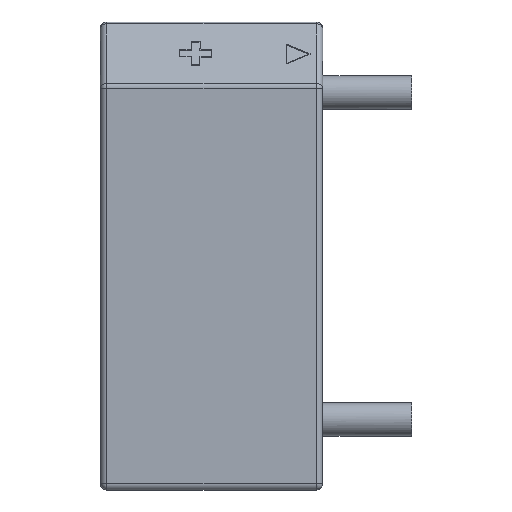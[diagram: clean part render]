
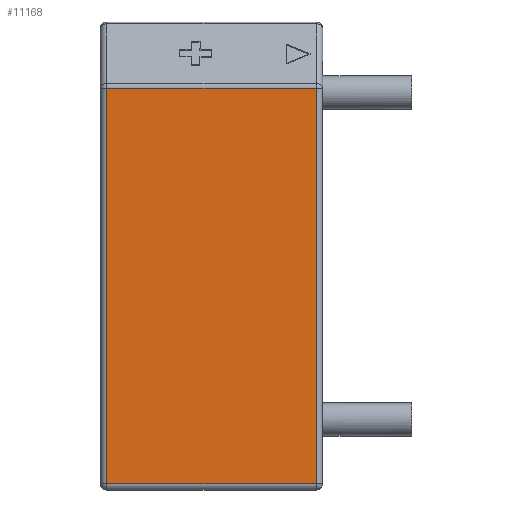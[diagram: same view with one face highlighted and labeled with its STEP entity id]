
A CAD part, left-side view. The second image highlights one B-rep face of the part: STEP entity #11168.
In plain terms, the highlighted planar face has unit normal (-1, 0, 0).
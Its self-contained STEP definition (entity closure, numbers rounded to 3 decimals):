
#525 = VERTEX_POINT ( 'NONE', #3378 ) ;
#1592 = DIRECTION ( 'NONE',  ( 1., 0., 0. ) ) ;
#1673 = FACE_OUTER_BOUND ( 'NONE', #3035, .T. ) ;
#2937 = EDGE_CURVE ( 'NONE', #4714, #16567, #11641, .T. ) ;
#3035 = EDGE_LOOP ( 'NONE', ( #3818, #15401, #11293, #4883 ) ) ;
#3378 = CARTESIAN_POINT ( 'NONE',  ( -2.223, 6.9, -12.309 ) ) ;
#3818 = ORIENTED_EDGE ( 'NONE', *, *, #6056, .T. ) ;
#4229 = CARTESIAN_POINT ( 'NONE',  ( -2.223, 0.3, -12.509 ) ) ;
#4714 = VERTEX_POINT ( 'NONE', #16539 ) ;
#4805 = EDGE_CURVE ( 'NONE', #525, #16722, #7725, .T. ) ;
#4883 = ORIENTED_EDGE ( 'NONE', *, *, #4805, .T. ) ;
#5626 = LINE ( 'NONE', #9363, #10304 ) ;
#6056 = EDGE_CURVE ( 'NONE', #16722, #4714, #15249, .T. ) ;
#6651 = AXIS2_PLACEMENT_3D ( 'NONE', #15006, #1592, #16404 ) ;
#7339 = PLANE ( 'NONE',  #6651 ) ;
#7725 = LINE ( 'NONE', #9213, #8494 ) ;
#8494 = VECTOR ( 'NONE', #10442, 1000. ) ;
#8661 = CARTESIAN_POINT ( 'NONE',  ( -2.223, 7.1, 0.14 ) ) ;
#9213 = CARTESIAN_POINT ( 'NONE',  ( -2.223, 7.1, -12.309 ) ) ;
#9363 = CARTESIAN_POINT ( 'NONE',  ( -2.223, 6.9, -12.509 ) ) ;
#10304 = VECTOR ( 'NONE', #13251, 1000. ) ;
#10442 = DIRECTION ( 'NONE',  ( 0., -1., 0. ) ) ;
#11168 = ADVANCED_FACE ( 'NONE', ( #1673 ), #7339, .F. ) ;
#11293 = ORIENTED_EDGE ( 'NONE', *, *, #16620, .T. ) ;
#11489 = VECTOR ( 'NONE', #15436, 1000. ) ;
#11641 = LINE ( 'NONE', #8661, #13993 ) ;
#12632 = DIRECTION ( 'NONE',  ( 0., 1., 0. ) ) ;
#12820 = CARTESIAN_POINT ( 'NONE',  ( -2.223, 6.9, 0.14 ) ) ;
#13251 = DIRECTION ( 'NONE',  ( 0., 0., -1. ) ) ;
#13993 = VECTOR ( 'NONE', #12632, 1000. ) ;
#15006 = CARTESIAN_POINT ( 'NONE',  ( -2.223, 7.1, -12.509 ) ) ;
#15249 = LINE ( 'NONE', #4229, #11489 ) ;
#15401 = ORIENTED_EDGE ( 'NONE', *, *, #2937, .T. ) ;
#15436 = DIRECTION ( 'NONE',  ( 0., 0., 1. ) ) ;
#16404 = DIRECTION ( 'NONE',  ( 0., 0., -1. ) ) ;
#16539 = CARTESIAN_POINT ( 'NONE',  ( -2.223, 0.3, 0.14 ) ) ;
#16567 = VERTEX_POINT ( 'NONE', #12820 ) ;
#16620 = EDGE_CURVE ( 'NONE', #16567, #525, #5626, .T. ) ;
#16722 = VERTEX_POINT ( 'NONE', #17309 ) ;
#17309 = CARTESIAN_POINT ( 'NONE',  ( -2.223, 0.3, -12.309 ) ) ;
